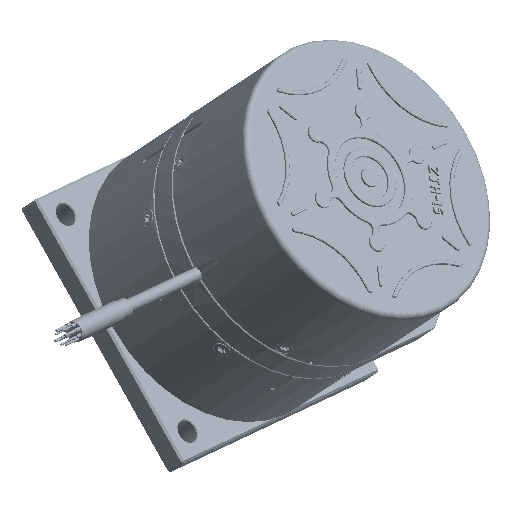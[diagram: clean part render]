
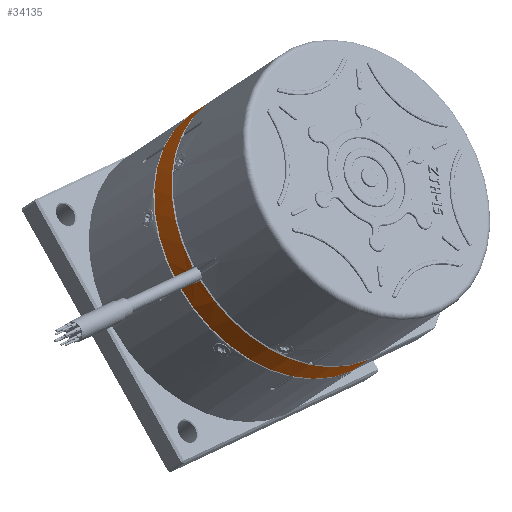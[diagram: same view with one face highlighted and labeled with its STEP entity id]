
A CAD part, left-side view. The second image highlights one B-rep face of the part: STEP entity #34135.
In plain terms, the highlighted cylindrical face has radius 67 mm (diameter 134 mm), a partial arc.
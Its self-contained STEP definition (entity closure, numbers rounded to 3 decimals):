
#972 = EDGE_CURVE ( 'NONE', #21414, #56910, #15124, .T. ) ;
#1944 = CARTESIAN_POINT ( 'NONE',  ( 36.352, 56.281, 1.125 ) ) ;
#2969 = CARTESIAN_POINT ( 'NONE',  ( 33.5, 58.024, 3.5 ) ) ;
#7470 = CARTESIAN_POINT ( 'NONE',  ( 31.961, 58.886, 3.039 ) ) ;
#9867 = ORIENTED_EDGE ( 'NONE', *, *, #40449, .T. ) ;
#11600 = CARTESIAN_POINT ( 'NONE',  ( 36.507, 56.18, -1.5 ) ) ;
#11814 = AXIS2_PLACEMENT_3D ( 'NONE', #76955, #114823, #29859 ) ;
#12166 = CARTESIAN_POINT ( 'NONE',  ( 67., 0., -1.5 ) ) ;
#12477 = EDGE_CURVE ( 'NONE', #32522, #104653, #77984, .T. ) ;
#15124 = LINE ( 'NONE', #70271, #78014 ) ;
#16903 = EDGE_CURVE ( 'NONE', #66181, #32522, #68673, .T. ) ;
#17977 = CARTESIAN_POINT ( 'NONE',  ( 32.138, 58.789, 3.146 ) ) ;
#18378 = DIRECTION ( 'NONE',  ( 0., 0., -1. ) ) ;
#21166 = CARTESIAN_POINT ( 'NONE',  ( 35.021, 57.119, 3.036 ) ) ;
#21414 = VERTEX_POINT ( 'NONE', #118546 ) ;
#21767 = CARTESIAN_POINT ( 'NONE',  ( 33.902, 57.791, 3.5 ) ) ;
#23697 = DIRECTION ( 'NONE',  ( 0., 0., 1. ) ) ;
#25593 = DIRECTION ( 'NONE',  ( 0., 0., -1. ) ) ;
#25927 = DIRECTION ( 'NONE',  ( 0., 0., 1. ) ) ;
#26657 = CARTESIAN_POINT ( 'NONE',  ( 32.708, 58.474, 3.383 ) ) ;
#29279 = AXIS2_PLACEMENT_3D ( 'NONE', #41778, #25593, #34295 ) ;
#29859 = DIRECTION ( 'NONE',  ( 1., 0., 0. ) ) ;
#29864 = CARTESIAN_POINT ( 'NONE',  ( 36.408, 56.244, 0.904 ) ) ;
#30463 = CARTESIAN_POINT ( 'NONE',  ( 35.499, 56.823, 2.635 ) ) ;
#31087 = CARTESIAN_POINT ( 'NONE',  ( 34.301, 57.555, 3.407 ) ) ;
#32052 = CARTESIAN_POINT ( 'NONE',  ( 58.024, -33.5, -1.5 ) ) ;
#32522 = VERTEX_POINT ( 'NONE', #2969 ) ;
#34135 = ADVANCED_FACE ( 'NONE', ( #109315 ), #61598, .T. ) ;
#34295 = DIRECTION ( 'NONE',  ( -1., 0., 0. ) ) ;
#35301 = CARTESIAN_POINT ( 'NONE',  ( 30.4, 59.706, 12. ) ) ;
#35382 = CARTESIAN_POINT ( 'NONE',  ( 33.299, 58.139, 3.5 ) ) ;
#35993 = CARTESIAN_POINT ( 'NONE',  ( 31.462, 59.154, 2.637 ) ) ;
#36086 = VERTEX_POINT ( 'NONE', #80381 ) ;
#37072 = EDGE_CURVE ( 'NONE', #56910, #61135, #60429, .T. ) ;
#39794 = CARTESIAN_POINT ( 'NONE',  ( 36.319, 56.302, 1.234 ) ) ;
#40179 = CARTESIAN_POINT ( 'NONE',  ( -58.024, 33.5, 11.5 ) ) ;
#40449 = EDGE_CURVE ( 'NONE', #104653, #119488, #54523, .T. ) ;
#40763 = EDGE_CURVE ( 'NONE', #119488, #36086, #78434, .T. ) ;
#41011 = CARTESIAN_POINT ( 'NONE',  ( 36.117, 56.432, 1.751 ) ) ;
#41778 = CARTESIAN_POINT ( 'NONE',  ( 0., 0., 12. ) ) ;
#42848 = VERTEX_POINT ( 'NONE', #40179 ) ;
#43018 = ORIENTED_EDGE ( 'NONE', *, *, #122323, .T. ) ;
#44131 = DIRECTION ( 'NONE',  ( 0., 0., 1. ) ) ;
#45910 = CARTESIAN_POINT ( 'NONE',  ( 31.621, 59.069, 2.784 ) ) ;
#47286 = VERTEX_POINT ( 'NONE', #11600 ) ;
#47584 = AXIS2_PLACEMENT_3D ( 'NONE', #81702, #25927, #82928 ) ;
#49740 = ORIENTED_EDGE ( 'NONE', *, *, #96599, .F. ) ;
#51072 = EDGE_CURVE ( 'NONE', #47286, #66181, #84362, .T. ) ;
#51150 = VECTOR ( 'NONE', #44131, 1000. ) ;
#54523 = LINE ( 'NONE', #35301, #86601 ) ;
#54829 = CARTESIAN_POINT ( 'NONE',  ( 30.4, 59.706, 0. ) ) ;
#56910 = VERTEX_POINT ( 'NONE', #32052 ) ;
#57803 = CARTESIAN_POINT ( 'NONE',  ( 36.507, 56.18, 0. ) ) ;
#59614 = CARTESIAN_POINT ( 'NONE',  ( 33.5, 58.024, 3.5 ) ) ;
#60429 = CIRCLE ( 'NONE', #84117, 67. ) ;
#61135 = VERTEX_POINT ( 'NONE', #12166 ) ;
#61327 = ORIENTED_EDGE ( 'NONE', *, *, #37072, .T. ) ;
#61598 = CYLINDRICAL_SURFACE ( 'NONE', #29279, 67. ) ;
#63960 = CARTESIAN_POINT ( 'NONE',  ( 36.507, 56.18, 12. ) ) ;
#64494 = CARTESIAN_POINT ( 'NONE',  ( 33.5, 58.024, 3.5 ) ) ;
#66181 = VERTEX_POINT ( 'NONE', #118722 ) ;
#67285 = CIRCLE ( 'NONE', #47584, 67. ) ;
#68673 = B_SPLINE_CURVE_WITH_KNOTS ( 'NONE', 3,
 ( #57803, #114828, #86876, #95593, #29864, #1944, #39794, #87490, #41011, #77559, #115424, #30463, #106098, #21166, #116028, #31087, #21767, #59614 ),
 .UNSPECIFIED., .F., .F.,
 ( 4, 2, 2, 2, 2, 2, 2, 2, 4 ),
 ( 0., 0.125, 0.187, 0.25, 0.375, 0.5, 0.625, 0.75, 1. ),
 .UNSPECIFIED. ) ;
#70271 = CARTESIAN_POINT ( 'NONE',  ( 58.024, -33.5, 12. ) ) ;
#70465 = ORIENTED_EDGE ( 'NONE', *, *, #12477, .T. ) ;
#70889 = DIRECTION ( 'NONE',  ( 0., 0., -1. ) ) ;
#71912 = CARTESIAN_POINT ( 'NONE',  ( 31.045, 59.374, 2.139 ) ) ;
#73161 = CARTESIAN_POINT ( 'NONE',  ( 30.816, 59.493, 1.756 ) ) ;
#76955 = CARTESIAN_POINT ( 'NONE',  ( 0., 0., 11.5 ) ) ;
#77559 = CARTESIAN_POINT ( 'NONE',  ( 35.9, 56.57, 2.134 ) ) ;
#77984 = B_SPLINE_CURVE_WITH_KNOTS ( 'NONE', 3,
 ( #64494, #35382, #83679, #81839, #26657, #102317, #121515, #17977, #7470, #45910, #35993, #91171, #71912, #73161, #110392, #91760, #111010, #119093 ),
 .UNSPECIFIED., .F., .F.,
 ( 4, 2, 2, 2, 2, 2, 2, 2, 4 ),
 ( 0., 0.125, 0.188, 0.25, 0.375, 0.5, 0.625, 0.75, 1. ),
 .UNSPECIFIED. ) ;
#78014 = VECTOR ( 'NONE', #70889, 1000. ) ;
#78434 = CIRCLE ( 'NONE', #106156, 67. ) ;
#80381 = CARTESIAN_POINT ( 'NONE',  ( -58.024, 33.5, -1.5 ) ) ;
#81702 = CARTESIAN_POINT ( 'NONE',  ( 0., 0., -1.5 ) ) ;
#81839 = CARTESIAN_POINT ( 'NONE',  ( 32.805, 58.42, 3.411 ) ) ;
#82928 = DIRECTION ( 'NONE',  ( -1., 0., 0. ) ) ;
#83679 = CARTESIAN_POINT ( 'NONE',  ( 33.1, 58.253, 3.477 ) ) ;
#84117 = AXIS2_PLACEMENT_3D ( 'NONE', #96916, #23697, #117941 ) ;
#84362 = LINE ( 'NONE', #63960, #51150 ) ;
#85014 = CARTESIAN_POINT ( 'NONE',  ( 30.4, 59.706, -1.5 ) ) ;
#86601 = VECTOR ( 'NONE', #112159, 1000. ) ;
#86876 = CARTESIAN_POINT ( 'NONE',  ( 36.488, 56.193, 0.458 ) ) ;
#87490 = CARTESIAN_POINT ( 'NONE',  ( 36.208, 56.374, 1.551 ) ) ;
#87505 = ORIENTED_EDGE ( 'NONE', *, *, #89979, .T. ) ;
#89979 = EDGE_CURVE ( 'NONE', #61135, #47286, #67285, .T. ) ;
#91006 = CIRCLE ( 'NONE', #11814, 67. ) ;
#91171 = CARTESIAN_POINT ( 'NONE',  ( 31.174, 59.306, 2.315 ) ) ;
#91760 = CARTESIAN_POINT ( 'NONE',  ( 30.483, 59.664, 0.921 ) ) ;
#94103 = EDGE_LOOP ( 'NONE', ( #49740, #43018, #121982, #61327, #87505, #121667, #96482, #70465, #9867, #115769 ) ) ;
#95593 = CARTESIAN_POINT ( 'NONE',  ( 36.432, 56.229, 0.794 ) ) ;
#96482 = ORIENTED_EDGE ( 'NONE', *, *, #16903, .T. ) ;
#96599 = EDGE_CURVE ( 'NONE', #42848, #36086, #112021, .T. ) ;
#96916 = CARTESIAN_POINT ( 'NONE',  ( 0., 0., -1.5 ) ) ;
#100678 = CARTESIAN_POINT ( 'NONE',  ( 0., 0., -1.5 ) ) ;
#102317 = CARTESIAN_POINT ( 'NONE',  ( 32.514, 58.582, 3.316 ) ) ;
#103329 = CARTESIAN_POINT ( 'NONE',  ( -58.024, 33.5, 12. ) ) ;
#104653 = VERTEX_POINT ( 'NONE', #54829 ) ;
#104793 = VECTOR ( 'NONE', #18378, 1000. ) ;
#106098 = CARTESIAN_POINT ( 'NONE',  ( 35.349, 56.917, 2.78 ) ) ;
#106156 = AXIS2_PLACEMENT_3D ( 'NONE', #100678, #120493, #109952 ) ;
#109315 = FACE_OUTER_BOUND ( 'NONE', #94103, .T. ) ;
#109952 = DIRECTION ( 'NONE',  ( -1., 0., 0. ) ) ;
#110392 = CARTESIAN_POINT ( 'NONE',  ( 30.719, 59.543, 1.553 ) ) ;
#111010 = CARTESIAN_POINT ( 'NONE',  ( 30.4, 59.706, 0.461 ) ) ;
#112021 = LINE ( 'NONE', #103329, #104793 ) ;
#112159 = DIRECTION ( 'NONE',  ( 0., 0., -1. ) ) ;
#114823 = DIRECTION ( 'NONE',  ( 0., 0., -1. ) ) ;
#114828 = CARTESIAN_POINT ( 'NONE',  ( 36.507, 56.18, 0.23 ) ) ;
#115424 = CARTESIAN_POINT ( 'NONE',  ( 35.775, 56.65, 2.313 ) ) ;
#115769 = ORIENTED_EDGE ( 'NONE', *, *, #40763, .T. ) ;
#116028 = CARTESIAN_POINT ( 'NONE',  ( 34.846, 57.226, 3.145 ) ) ;
#117941 = DIRECTION ( 'NONE',  ( -1., 0., 0. ) ) ;
#118546 = CARTESIAN_POINT ( 'NONE',  ( 58.024, -33.5, 11.5 ) ) ;
#118722 = CARTESIAN_POINT ( 'NONE',  ( 36.507, 56.18, 0. ) ) ;
#119093 = CARTESIAN_POINT ( 'NONE',  ( 30.4, 59.706, 0. ) ) ;
#119488 = VERTEX_POINT ( 'NONE', #85014 ) ;
#120493 = DIRECTION ( 'NONE',  ( 0., 0., 1. ) ) ;
#121515 = CARTESIAN_POINT ( 'NONE',  ( 32.418, 58.635, 3.277 ) ) ;
#121667 = ORIENTED_EDGE ( 'NONE', *, *, #51072, .T. ) ;
#121982 = ORIENTED_EDGE ( 'NONE', *, *, #972, .T. ) ;
#122323 = EDGE_CURVE ( 'NONE', #42848, #21414, #91006, .T. ) ;
